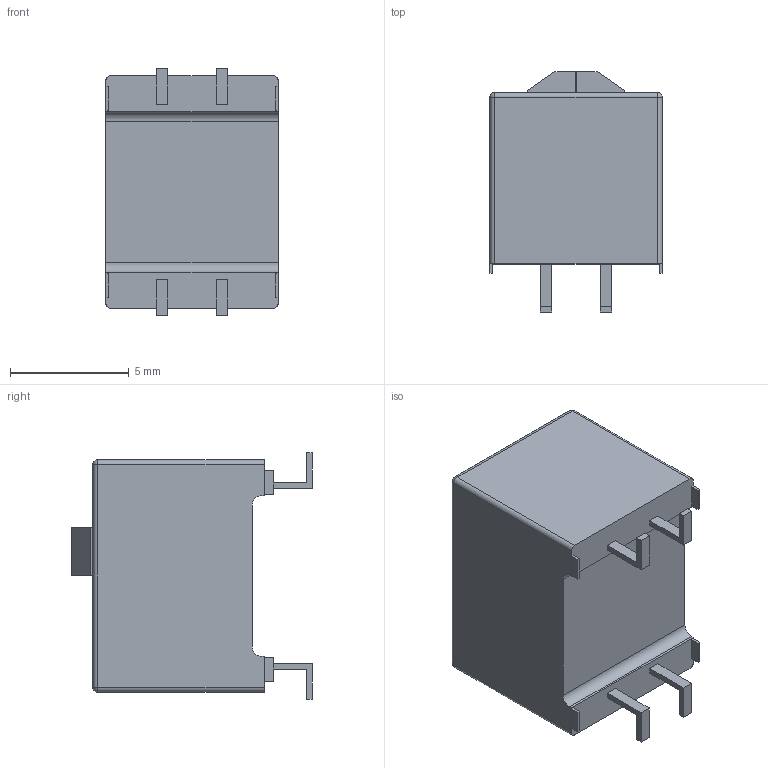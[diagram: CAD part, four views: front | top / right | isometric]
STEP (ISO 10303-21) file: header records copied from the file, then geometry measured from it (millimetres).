
FILE_DESCRIPTION (( 'STEP AP214' ), '1' );
FILE_NAME ('User Library-204-211.STEP', '2015-03-05T02:01:07', ( 'Windows User' ), ( '' ), 'SwSTEP 2.0', 'SolidWorks 2015', '' );
FILE_SCHEMA (( 'AUTOMOTIVE_DESIGN' ));
Length unit declared in the file: millimetre
Products named in the file (1): User Library-204-211
Bounding box: 7.26 x 10.13 x 10.4 mm (x, y, z)
Volume: 492.7 mm3; surface area: 414.2 mm2
Topology: 3 solids, 3 shells, 106 faces, 257 edges, 156 vertices
Faces by surface type: plane 77, cylinder 19, sphere 6, torus 4
Entity records: 3773 total; most frequent: CARTESIAN_POINT 520, DIRECTION 504, ORIENTED_EDGE 502, EDGE_CURVE 251, VECTOR 208, LINE 208, VERTEX_POINT 156, AXIS2_PLACEMENT_3D 148
